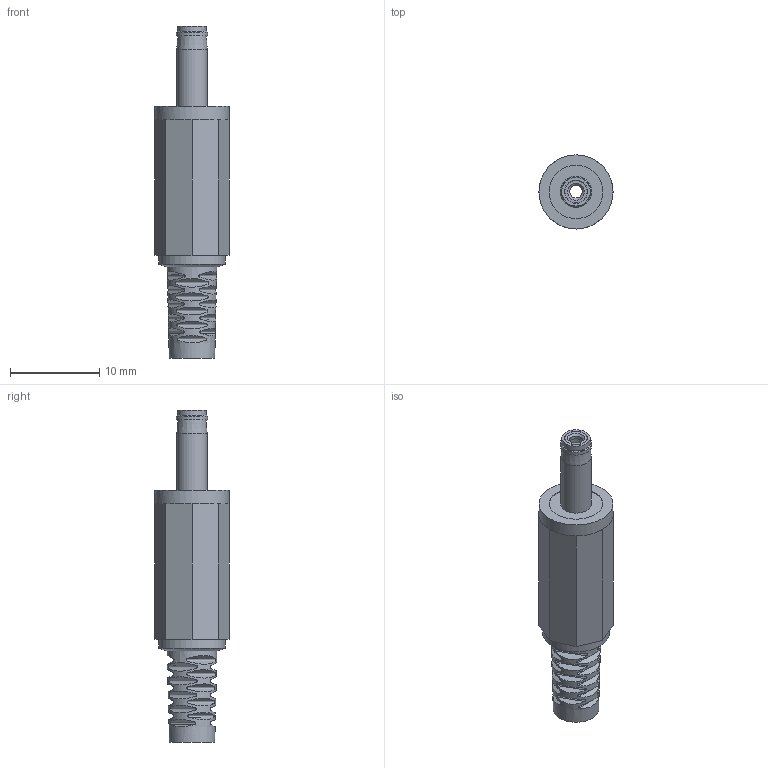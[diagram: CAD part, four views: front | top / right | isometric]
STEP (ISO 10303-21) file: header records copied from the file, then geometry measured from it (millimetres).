
FILE_DESCRIPTION(/* description */ ('Alibre Inc.'),/* implementation_level */ '2;1');
FILE_NAME(/* name */ 'export0',/* time_stamp */ '2016-02-13T14:39:04+09:00',/* author */ (''),/* organization */ (''),/* preprocessor_version */ 'ST-DEVELOPER v12',/* originating_system */ 'Alibre',/* authorisation */ '');
FILE_SCHEMA (('CONFIG_CONTROL_DESIGN'));
Length unit declared in the file: centimetre
Products named in the file (3): ID_2; ID_1
Bounding box: 8.3 x 8.3 x 37.2 mm (x, y, z)
Volume: 656.2 mm3; surface area: 1710.8 mm2
Topology: 2 solids, 2 shells, 189 faces, 425 edges, 273 vertices
Faces by surface type: plane 126, cylinder 56, cone 7
Full cylindrical faces by diameter (mm): 1.2 x2, 1.4 x1, 1.7 x1, 1.74 x1, 2.5 x1, 2.7 x1, 2.8 x1, 3.2 x1, 3.4 x1, 3.5 x1, 4 x1, 5.5 x1, 6 x2, 7.5 x1, 8.3 x1
Entity records: 5860 total; most frequent: CARTESIAN_POINT 1776, ORIENTED_EDGE 740, DIRECTION 682, EDGE_CURVE 370, AXIS2_PLACEMENT_3D 318, EDGE_LOOP 264, FACE_BOUND 264, VERTEX_POINT 252
